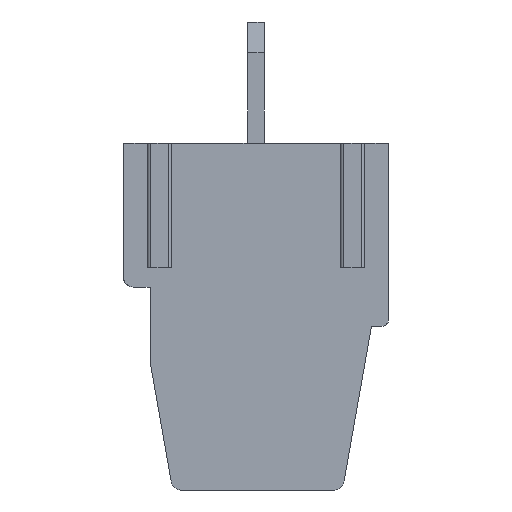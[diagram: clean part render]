
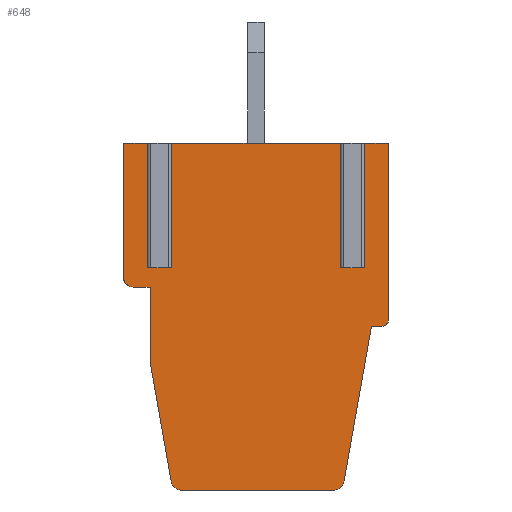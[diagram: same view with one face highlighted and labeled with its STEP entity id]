
A CAD part, front view. The second image highlights one B-rep face of the part: STEP entity #648.
In plain terms, the highlighted planar face has unit normal (0, -1, 0).
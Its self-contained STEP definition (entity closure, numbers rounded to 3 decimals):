
#648 = ADVANCED_FACE( '', ( #1335 ), #1336, .F. );
#1335 = FACE_OUTER_BOUND( '', #2058, .T. );
#1336 = PLANE( '', #2059 );
#2058 = EDGE_LOOP( '', ( #3975, #3976, #3977, #3978, #3979, #3980, #3981, #3982, #3983, #3984, #3985, #3986, #3987, #3988, #3989, #3990, #3991, #3992, #3993, #3994, #3995 ) );
#2059 = AXIS2_PLACEMENT_3D( '', #3996, #3997, #3998 );
#3975 = ORIENTED_EDGE( '', *, *, #5192, .T. );
#3976 = ORIENTED_EDGE( '', *, *, #4448, .T. );
#3977 = ORIENTED_EDGE( '', *, *, #5193, .F. );
#3978 = ORIENTED_EDGE( '', *, *, #4555, .T. );
#3979 = ORIENTED_EDGE( '', *, *, #5194, .T. );
#3980 = ORIENTED_EDGE( '', *, *, #4686, .T. );
#3981 = ORIENTED_EDGE( '', *, *, #4419, .F. );
#3982 = ORIENTED_EDGE( '', *, *, #4864, .T. );
#3983 = ORIENTED_EDGE( '', *, *, #5195, .T. );
#3984 = ORIENTED_EDGE( '', *, *, #5153, .T. );
#3985 = ORIENTED_EDGE( '', *, *, #5196, .T. );
#3986 = ORIENTED_EDGE( '', *, *, #5197, .F. );
#3987 = ORIENTED_EDGE( '', *, *, #5198, .F. );
#3988 = ORIENTED_EDGE( '', *, *, #4959, .F. );
#3989 = ORIENTED_EDGE( '', *, *, #4937, .T. );
#3990 = ORIENTED_EDGE( '', *, *, #5199, .T. );
#3991 = ORIENTED_EDGE( '', *, *, #4507, .T. );
#3992 = ORIENTED_EDGE( '', *, *, #5200, .F. );
#3993 = ORIENTED_EDGE( '', *, *, #5168, .F. );
#3994 = ORIENTED_EDGE( '', *, *, #5094, .T. );
#3995 = ORIENTED_EDGE( '', *, *, #5055, .T. );
#3996 = CARTESIAN_POINT( '', ( 77.298, -45., -4.395 ) );
#3997 = DIRECTION( '', ( 0., 1., 0. ) );
#3998 = DIRECTION( '', ( -1., 0., 0. ) );
#4419 = EDGE_CURVE( '', #5322, #5324, #5325, .T. );
#4448 = EDGE_CURVE( '', #5372, #5376, #5378, .T. );
#4507 = EDGE_CURVE( '', #5480, #5478, #5481, .F. );
#4555 = EDGE_CURVE( '', #5568, #5565, #5569, .F. );
#4686 = EDGE_CURVE( '', #5782, #5324, #5785, .T. );
#4864 = EDGE_CURVE( '', #5322, #6055, #6058, .F. );
#4937 = EDGE_CURVE( '', #6163, #6161, #6164, .F. );
#4959 = EDGE_CURVE( '', #6163, #6191, #6192, .T. );
#5055 = EDGE_CURVE( '', #6318, #6316, #6319, .T. );
#5094 = EDGE_CURVE( '', #6370, #6318, #6371, .F. );
#5153 = EDGE_CURVE( '', #6440, #6438, #6441, .T. );
#5168 = EDGE_CURVE( '', #6370, #6456, #6457, .T. );
#5192 = EDGE_CURVE( '', #6316, #5372, #6487, .T. );
#5193 = EDGE_CURVE( '', #5568, #5376, #6488, .T. );
#5194 = EDGE_CURVE( '', #5565, #5782, #6489, .T. );
#5195 = EDGE_CURVE( '', #6055, #6440, #6490, .T. );
#5196 = EDGE_CURVE( '', #6438, #6491, #6492, .F. );
#5197 = EDGE_CURVE( '', #6493, #6491, #6494, .T. );
#5198 = EDGE_CURVE( '', #6191, #6493, #6495, .T. );
#5199 = EDGE_CURVE( '', #6161, #5480, #6496, .T. );
#5200 = EDGE_CURVE( '', #6456, #5478, #6497, .T. );
#5322 = VERTEX_POINT( '', #6649 );
#5324 = VERTEX_POINT( '', #6651 );
#5325 = LINE( '', #6652, #6653 );
#5372 = VERTEX_POINT( '', #6717 );
#5376 = VERTEX_POINT( '', #6722 );
#5378 = LINE( '', #6724, #6725 );
#5478 = VERTEX_POINT( '', #6868 );
#5480 = VERTEX_POINT( '', #6871 );
#5481 = CIRCLE( '', #6872, 0.298 );
#5565 = VERTEX_POINT( '', #6990 );
#5568 = VERTEX_POINT( '', #6993 );
#5569 = LINE( '', #6994, #6995 );
#5782 = VERTEX_POINT( '', #7308 );
#5785 = LINE( '', #7312, #7313 );
#6055 = VERTEX_POINT( '', #7716 );
#6058 = LINE( '', #7719, #7720 );
#6161 = VERTEX_POINT( '', #7876 );
#6163 = VERTEX_POINT( '', #7879 );
#6164 = CIRCLE( '', #7880, 0.298 );
#6191 = VERTEX_POINT( '', #7924 );
#6192 = LINE( '', #7925, #7926 );
#6316 = VERTEX_POINT( '', #8114 );
#6318 = VERTEX_POINT( '', #8117 );
#6319 = LINE( '', #8118, #8119 );
#6370 = VERTEX_POINT( '', #8195 );
#6371 = CIRCLE( '', #8196, 0.198 );
#6438 = VERTEX_POINT( '', #8296 );
#6440 = VERTEX_POINT( '', #8299 );
#6441 = LINE( '', #8300, #8301 );
#6456 = VERTEX_POINT( '', #8322 );
#6457 = LINE( '', #8323, #8324 );
#6487 = LINE( '', #8369, #8370 );
#6488 = LINE( '', #8371, #8372 );
#6489 = LINE( '', #8373, #8374 );
#6490 = LINE( '', #8375, #8376 );
#6491 = VERTEX_POINT( '', #8377 );
#6492 = CIRCLE( '', #8378, 0.298 );
#6493 = VERTEX_POINT( '', #8379 );
#6494 = LINE( '', #8380, #8381 );
#6495 = LINE( '', #8382, #8383 );
#6496 = LINE( '', #8384, #8385 );
#6497 = LINE( '', #8386, #8387 );
#6649 = CARTESIAN_POINT( '', ( 77.73, -45., -3.8 ) );
#6651 = CARTESIAN_POINT( '', ( 78.47, -45., -3.8 ) );
#6652 = CARTESIAN_POINT( '', ( 77.78, -45., -3.8 ) );
#6653 = VECTOR( '', #8502, 1000. );
#6717 = CARTESIAN_POINT( '', ( 84.37, -45., 0. ) );
#6722 = CARTESIAN_POINT( '', ( 84.37, -45., -3.8 ) );
#6724 = CARTESIAN_POINT( '', ( 84.37, -45., 0. ) );
#6725 = VECTOR( '', #8539, 1000. );
#6868 = CARTESIAN_POINT( '', ( 83.745, -45., -10.317 ) );
#6871 = CARTESIAN_POINT( '', ( 83.448, -45., -10.6 ) );
#6872 = AXIS2_PLACEMENT_3D( '', #8601, #8602, #8603 );
#6990 = CARTESIAN_POINT( '', ( 83.63, -45., 0. ) );
#6993 = CARTESIAN_POINT( '', ( 83.63, -45., -3.8 ) );
#6994 = CARTESIAN_POINT( '', ( 83.63, -45., 0. ) );
#6995 = VECTOR( '', #8656, 1000. );
#7308 = CARTESIAN_POINT( '', ( 78.47, -45., 0. ) );
#7312 = CARTESIAN_POINT( '', ( 78.47, -45., 0. ) );
#7313 = VECTOR( '', #8780, 1000. );
#7716 = CARTESIAN_POINT( '', ( 77.73, -45., 0. ) );
#7719 = CARTESIAN_POINT( '', ( 77.73, -45., 0. ) );
#7720 = VECTOR( '', #8940, 1000. );
#7876 = CARTESIAN_POINT( '', ( 78.748, -45., -10.6 ) );
#7879 = CARTESIAN_POINT( '', ( 78.451, -45., -10.317 ) );
#7880 = AXIS2_PLACEMENT_3D( '', #8997, #8998, #8999 );
#7924 = CARTESIAN_POINT( '', ( 77.814, -45., -6.704 ) );
#7925 = CARTESIAN_POINT( '', ( 78.498, -45., -10.587 ) );
#7926 = VECTOR( '', #9013, 1000. );
#8114 = CARTESIAN_POINT( '', ( 85.096, -45., 0. ) );
#8117 = CARTESIAN_POINT( '', ( 85.096, -45., -5.398 ) );
#8118 = CARTESIAN_POINT( '', ( 85.096, -45., 0. ) );
#8119 = VECTOR( '', #9087, 1000. );
#8195 = CARTESIAN_POINT( '', ( 84.898, -45., -5.596 ) );
#8196 = AXIS2_PLACEMENT_3D( '', #9119, #9120, #9121 );
#8296 = CARTESIAN_POINT( '', ( 77., -45., -4.098 ) );
#8299 = CARTESIAN_POINT( '', ( 77., -45., 0. ) );
#8300 = CARTESIAN_POINT( '', ( 77., -45., 0. ) );
#8301 = VECTOR( '', #9159, 1000. );
#8322 = CARTESIAN_POINT( '', ( 84.577, -45., -5.596 ) );
#8323 = CARTESIAN_POINT( '', ( 85.096, -45., -5.596 ) );
#8324 = VECTOR( '', #9166, 1000. );
#8369 = CARTESIAN_POINT( '', ( 80.497, -45., 0. ) );
#8370 = VECTOR( '', #9182, 1000. );
#8371 = CARTESIAN_POINT( '', ( 83.68, -45., -3.8 ) );
#8372 = VECTOR( '', #9183, 1000. );
#8373 = CARTESIAN_POINT( '', ( 80.497, -45., 0. ) );
#8374 = VECTOR( '', #9184, 1000. );
#8375 = CARTESIAN_POINT( '', ( 80.497, -45., 0. ) );
#8376 = VECTOR( '', #9185, 1000. );
#8377 = CARTESIAN_POINT( '', ( 77.298, -45., -4.395 ) );
#8378 = AXIS2_PLACEMENT_3D( '', #9186, #9187, #9188 );
#8379 = CARTESIAN_POINT( '', ( 77.814, -45., -4.395 ) );
#8380 = CARTESIAN_POINT( '', ( 77.814, -45., -4.395 ) );
#8381 = VECTOR( '', #9189, 1000. );
#8382 = CARTESIAN_POINT( '', ( 77.814, -45., -6.704 ) );
#8383 = VECTOR( '', #9190, 1000. );
#8384 = CARTESIAN_POINT( '', ( 81.098, -45., -10.6 ) );
#8385 = VECTOR( '', #9191, 1000. );
#8386 = CARTESIAN_POINT( '', ( 84.577, -45., -5.596 ) );
#8387 = VECTOR( '', #9192, 1000. );
#8502 = DIRECTION( '', ( 1., 0., 0. ) );
#8539 = DIRECTION( '', ( 0., 0., -1. ) );
#8601 = CARTESIAN_POINT( '', ( 83.448, -45., -10.302 ) );
#8602 = DIRECTION( '', ( 0., 1., 0. ) );
#8603 = DIRECTION( '', ( 0., 0., 1. ) );
#8656 = DIRECTION( '', ( 0., 0., -1. ) );
#8780 = DIRECTION( '', ( 0., 0., -1. ) );
#8940 = DIRECTION( '', ( 0., 0., -1. ) );
#8997 = CARTESIAN_POINT( '', ( 78.748, -45., -10.302 ) );
#8998 = DIRECTION( '', ( 0., 1., 0. ) );
#8999 = DIRECTION( '', ( 0., 0., 1. ) );
#9013 = DIRECTION( '', ( -0.174, 0., 0.985 ) );
#9087 = DIRECTION( '', ( 0., 0., 1. ) );
#9119 = CARTESIAN_POINT( '', ( 84.898, -45., -5.398 ) );
#9120 = DIRECTION( '', ( 0., 1., 0. ) );
#9121 = DIRECTION( '', ( 0., 0., 1. ) );
#9159 = DIRECTION( '', ( 0., 0., -1. ) );
#9166 = DIRECTION( '', ( -1., 0., 0. ) );
#9182 = DIRECTION( '', ( -1., 0., 0. ) );
#9183 = DIRECTION( '', ( 1., 0., 0. ) );
#9184 = DIRECTION( '', ( -1., 0., 0. ) );
#9185 = DIRECTION( '', ( -1., 0., 0. ) );
#9186 = CARTESIAN_POINT( '', ( 77.298, -45., -4.098 ) );
#9187 = DIRECTION( '', ( 0., 1., 0. ) );
#9188 = DIRECTION( '', ( 0., 0., 1. ) );
#9189 = DIRECTION( '', ( -1., 0., 0. ) );
#9190 = DIRECTION( '', ( 0., 0., 1. ) );
#9191 = DIRECTION( '', ( 1., 0., 0. ) );
#9192 = DIRECTION( '', ( -0.174, 0., -0.985 ) );
